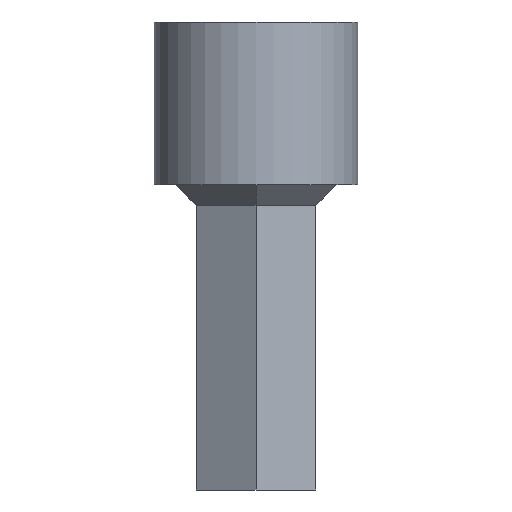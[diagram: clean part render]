
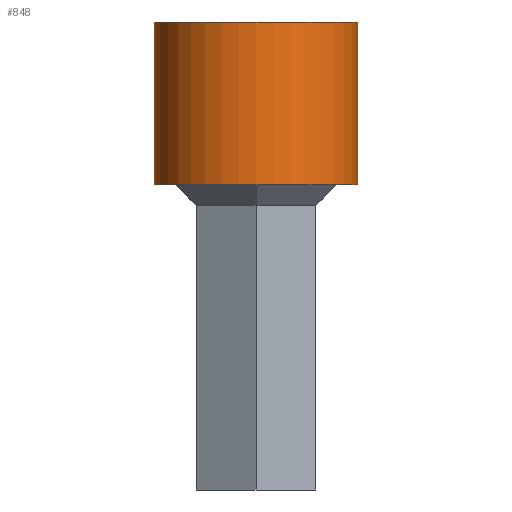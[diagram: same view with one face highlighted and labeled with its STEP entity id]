
A CAD part, front view. The second image highlights one B-rep face of the part: STEP entity #848.
In plain terms, the highlighted cylindrical face has radius 5 mm (diameter 10 mm), a partial arc.
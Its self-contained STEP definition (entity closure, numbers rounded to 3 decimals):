
#88 = FACE_OUTER_BOUND ( 'NONE', #2252, .T. ) ;
#111 = CARTESIAN_POINT ( 'NONE',  ( 0., 0., 23. ) ) ;
#263 = CARTESIAN_POINT ( 'NONE',  ( -5., 0., 15. ) ) ;
#297 = EDGE_CURVE ( 'NONE', #2315, #2426, #1818, .T. ) ;
#482 = AXIS2_PLACEMENT_3D ( 'NONE', #1435, #2165, #1804 ) ;
#513 = AXIS2_PLACEMENT_3D ( 'NONE', #111, #3939, #1877 ) ;
#718 = CARTESIAN_POINT ( 'NONE',  ( 5., 0., 23. ) ) ;
#848 = ADVANCED_FACE ( 'NONE', ( #88 ), #2934, .T. ) ;
#995 = ORIENTED_EDGE ( 'NONE', *, *, #1514, .F. ) ;
#1146 = CARTESIAN_POINT ( 'NONE',  ( -5., 0., 23. ) ) ;
#1435 = CARTESIAN_POINT ( 'NONE',  ( 0., 0., 15. ) ) ;
#1496 = CIRCLE ( 'NONE', #482, 5. ) ;
#1514 = EDGE_CURVE ( 'NONE', #2426, #3577, #1961, .T. ) ;
#1518 = VECTOR ( 'NONE', #3544, 1000. ) ;
#1554 = LINE ( 'NONE', #1146, #1518 ) ;
#1663 = CARTESIAN_POINT ( 'NONE',  ( 5., 0., 23. ) ) ;
#1804 = DIRECTION ( 'NONE',  ( 1., 0., 0. ) ) ;
#1817 = ORIENTED_EDGE ( 'NONE', *, *, #2447, .T. ) ;
#1818 = CIRCLE ( 'NONE', #2539, 5. ) ;
#1877 = DIRECTION ( 'NONE',  ( -1., 0., 0. ) ) ;
#1929 = CARTESIAN_POINT ( 'NONE',  ( 0., 0., 23. ) ) ;
#1961 = LINE ( 'NONE', #1663, #2144 ) ;
#2004 = CARTESIAN_POINT ( 'NONE',  ( -5., 0., 23. ) ) ;
#2144 = VECTOR ( 'NONE', #4353, 1000. ) ;
#2165 = DIRECTION ( 'NONE',  ( 0., 0., 1. ) ) ;
#2252 = EDGE_LOOP ( 'NONE', ( #995, #3330, #4112, #1817 ) ) ;
#2315 = VERTEX_POINT ( 'NONE', #2004 ) ;
#2426 = VERTEX_POINT ( 'NONE', #718 ) ;
#2447 = EDGE_CURVE ( 'NONE', #3227, #3577, #1496, .T. ) ;
#2539 = AXIS2_PLACEMENT_3D ( 'NONE', #1929, #2899, #4257 ) ;
#2899 = DIRECTION ( 'NONE',  ( 0., 0., 1. ) ) ;
#2934 = CYLINDRICAL_SURFACE ( 'NONE', #513, 5. ) ;
#3187 = CARTESIAN_POINT ( 'NONE',  ( 5., 0., 15. ) ) ;
#3227 = VERTEX_POINT ( 'NONE', #263 ) ;
#3330 = ORIENTED_EDGE ( 'NONE', *, *, #297, .F. ) ;
#3502 = EDGE_CURVE ( 'NONE', #2315, #3227, #1554, .T. ) ;
#3544 = DIRECTION ( 'NONE',  ( 0., 0., -1. ) ) ;
#3577 = VERTEX_POINT ( 'NONE', #3187 ) ;
#3939 = DIRECTION ( 'NONE',  ( 0., 0., -1. ) ) ;
#4112 = ORIENTED_EDGE ( 'NONE', *, *, #3502, .T. ) ;
#4257 = DIRECTION ( 'NONE',  ( 1., 0., 0. ) ) ;
#4353 = DIRECTION ( 'NONE',  ( 0., 0., -1. ) ) ;
